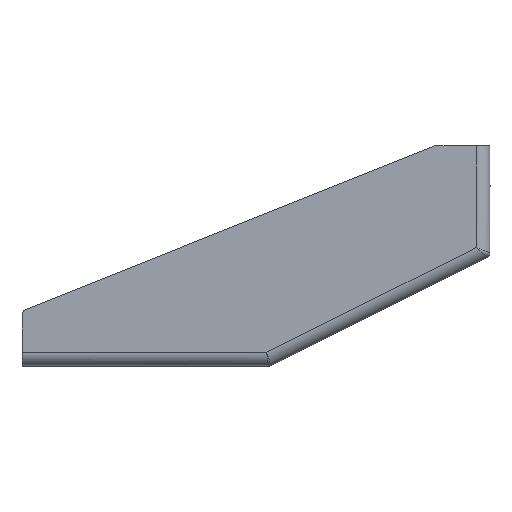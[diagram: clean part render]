
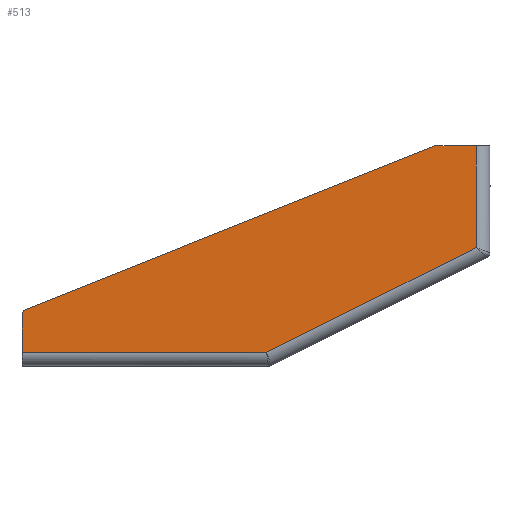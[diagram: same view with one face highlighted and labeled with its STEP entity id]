
A CAD part, left-side view. The second image highlights one B-rep face of the part: STEP entity #513.
In plain terms, the highlighted planar face has unit normal (-1, 0, 0).
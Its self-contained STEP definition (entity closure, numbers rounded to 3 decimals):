
#36=PLANE('',#578);
#55=FACE_OUTER_BOUND('',#87,.T.);
#87=EDGE_LOOP('',(#407,#408,#409,#410,#411,#412,#413));
#123=LINE('',#800,#172);
#129=LINE('',#818,#178);
#132=LINE('',#824,#181);
#139=LINE('',#842,#188);
#140=LINE('',#843,#189);
#141=LINE('',#844,#190);
#172=VECTOR('',#653,1000.);
#178=VECTOR('',#669,1000.);
#181=VECTOR('',#674,1000.);
#188=VECTOR('',#689,1000.);
#189=VECTOR('',#690,1000.);
#190=VECTOR('',#691,1000.);
#217=CIRCLE('',#571,2.);
#243=VERTEX_POINT('',#797);
#244=VERTEX_POINT('',#799);
#249=VERTEX_POINT('',#811);
#251=VERTEX_POINT('',#817);
#253=VERTEX_POINT('',#823);
#259=VERTEX_POINT('',#840);
#260=VERTEX_POINT('',#841);
#296=EDGE_CURVE('',#244,#243,#123,.T.);
#302=EDGE_CURVE('',#244,#249,#217,.T.);
#305=EDGE_CURVE('',#249,#251,#129,.T.);
#308=EDGE_CURVE('',#251,#253,#132,.T.);
#317=EDGE_CURVE('',#259,#260,#139,.T.);
#318=EDGE_CURVE('',#260,#253,#140,.T.);
#319=EDGE_CURVE('',#243,#259,#141,.T.);
#407=ORIENTED_EDGE('',*,*,#317,.T.);
#408=ORIENTED_EDGE('',*,*,#318,.T.);
#409=ORIENTED_EDGE('',*,*,#308,.F.);
#410=ORIENTED_EDGE('',*,*,#305,.F.);
#411=ORIENTED_EDGE('',*,*,#302,.F.);
#412=ORIENTED_EDGE('',*,*,#296,.T.);
#413=ORIENTED_EDGE('',*,*,#319,.T.);
#513=ADVANCED_FACE('',(#55),#36,.F.);
#571=AXIS2_PLACEMENT_3D('',#812,#662,#663);
#578=AXIS2_PLACEMENT_3D('',#839,#687,#688);
#653=DIRECTION('',(0.,0.,-1.));
#662=DIRECTION('center_axis',(1.,0.,0.));
#663=DIRECTION('ref_axis',(0.,0.,-1.));
#669=DIRECTION('',(0.,-0.928,0.371));
#674=DIRECTION('',(0.,-1.,0.));
#687=DIRECTION('center_axis',(1.,0.,0.));
#688=DIRECTION('ref_axis',(0.,0.,-1.));
#689=DIRECTION('',(0.,-0.894,0.447));
#690=DIRECTION('',(0.,0.,1.));
#691=DIRECTION('',(0.,-1.,0.));
#797=CARTESIAN_POINT('',(0.,85.44,40.755));
#799=CARTESIAN_POINT('',(0.,85.44,54.401));
#800=CARTESIAN_POINT('',(0.,85.44,43.755));
#811=CARTESIAN_POINT('',(0.,84.182,56.258));
#812=CARTESIAN_POINT('Origin',(0.,83.44,54.401));
#817=CARTESIAN_POINT('',(0.,-64.56,115.755));
#818=CARTESIAN_POINT('',(0.,84.182,56.258));
#823=CARTESIAN_POINT('',(0.,-79.56,115.755));
#824=CARTESIAN_POINT('',(0.,-64.56,115.755));
#839=CARTESIAN_POINT('Origin',(0.,83.44,54.401));
#840=CARTESIAN_POINT('',(0.,-3.38,40.755));
#841=CARTESIAN_POINT('',(0.,-79.56,78.845));
#842=CARTESIAN_POINT('',(0.,60.617,8.756));
#843=CARTESIAN_POINT('',(0.,-79.56,54.401));
#844=CARTESIAN_POINT('',(0.,83.44,40.755));
